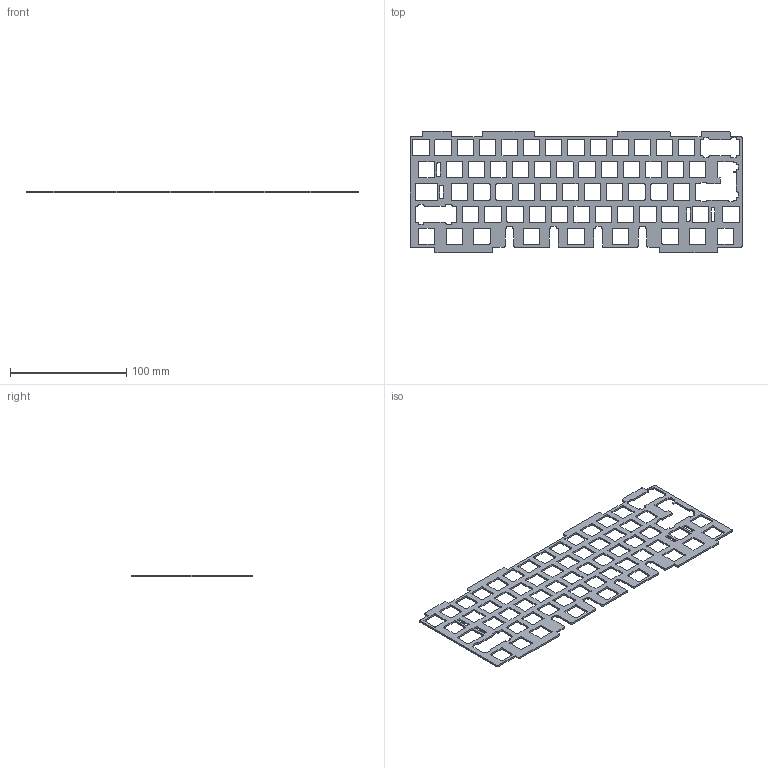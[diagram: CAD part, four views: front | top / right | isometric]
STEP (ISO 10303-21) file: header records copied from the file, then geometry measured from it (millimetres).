
FILE_DESCRIPTION(/* description */ (''),/* implementation_level */ '2;1');
FILE_NAME(/* name */ 'plate_brass.step',/* time_stamp */ '2025-08-19T17:44:01+02:00',/* author */ (''),/* organization */ (''),/* preprocessor_version */ 'ST-DEVELOPER v20.1',/* originating_system */ 'Autodesk Translation Framework v14.10.0.0',/* authorisation */ '');
FILE_SCHEMA (('AUTOMOTIVE_DESIGN { 1 0 10303 214 3 1 1 }'));
Length unit declared in the file: millimetre
Products named in the file (3): PoorKoiR2; root; plate
Assembly tree (2 placements, depth 3):
  PoorKoiR2
    root
      plate
Bounding box: 285.55 x 104.25 x 1.5 mm (x, y, z)
Volume: 21210.7 mm3; surface area: 35312.1 mm2
Topology: 1 solids, 1 shells, 759 faces, 2271 edges, 1514 vertices
Faces by surface type: plane 390, cylinder 369
Entity records: 26139 total; most frequent: CARTESIAN_POINT 4549, ORIENTED_EDGE 4542, DIRECTION 4537, EDGE_CURVE 2271, LINE 1533, VECTOR 1533, VERTEX_POINT 1514, AXIS2_PLACEMENT_3D 1502
